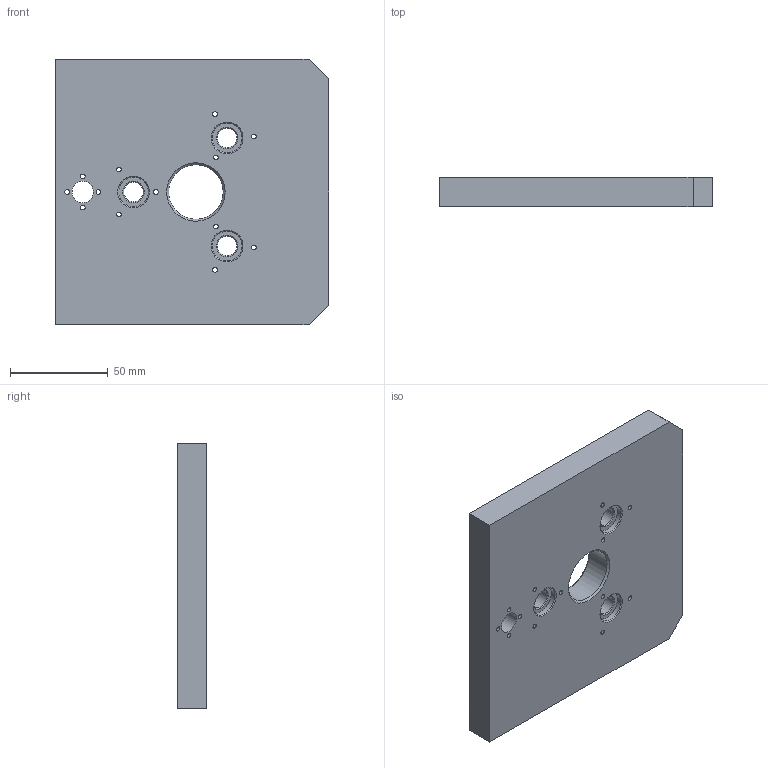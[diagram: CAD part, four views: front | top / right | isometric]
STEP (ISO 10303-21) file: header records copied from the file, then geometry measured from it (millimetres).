
FILE_DESCRIPTION(/* description */ (''),/* implementation_level */ '2;1');
FILE_NAME(/* name */ 'Z_STAY.stp',/* time_stamp */ '2022-07-20T21:18:52+09:00',/* author */ (''),/* organization */ (''),/* preprocessor_version */ 'ST-DEVELOPER v16.7',/* originating_system */ '',/* authorisation */ '');
FILE_SCHEMA (('AUTOMOTIVE_DESIGN { 1 0 10303 214 3 1 1 1 }'));
Length unit declared in the file: millimetre
Products named in the file (1): Z_STAY
Bounding box: 140 x 15 x 136 mm (x, y, z)
Volume: 266974.9 mm3; surface area: 48759.1 mm2
Topology: 1 solids, 1 shells, 52 faces, 137 edges, 96 vertices
Faces by surface type: cylinder 24, plane 14, cone 14
Full cylindrical faces by diameter (mm): 2.4 x13, 10 x3, 11 x1, 15.3 x6, 28 x1
Entity records: 1442 total; most frequent: DIRECTION 256, CARTESIAN_POINT 213, ORIENTED_EDGE 160, EDGE_LOOP 132, FACE_BOUND 126, AXIS2_PLACEMENT_3D 118, EDGE_CURVE 80, VERTEX_POINT 74
